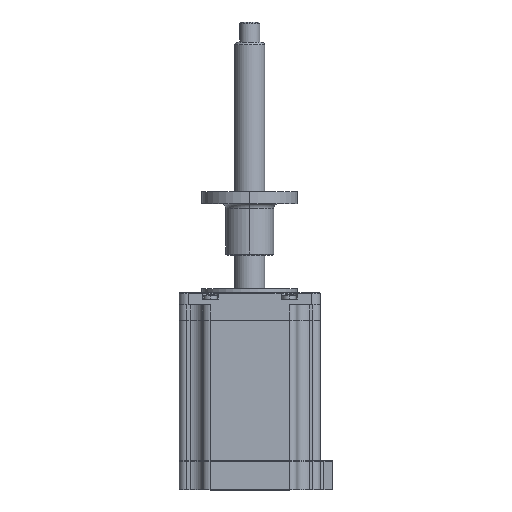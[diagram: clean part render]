
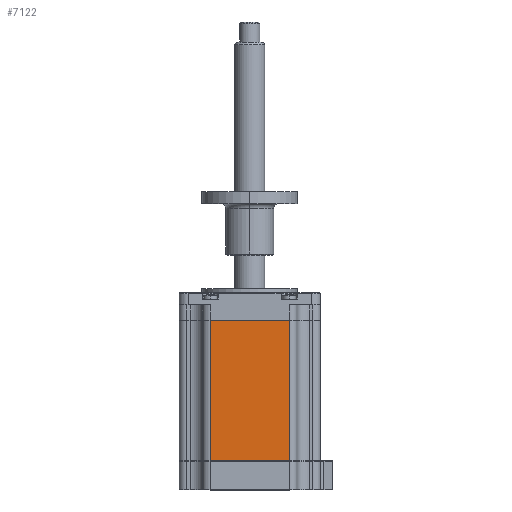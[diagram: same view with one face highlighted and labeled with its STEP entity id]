
A CAD part, top view. The second image highlights one B-rep face of the part: STEP entity #7122.
In plain terms, the highlighted planar face has unit normal (0, 0, 1).
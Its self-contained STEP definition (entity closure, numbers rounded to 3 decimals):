
#135 = LINE ( 'NONE', #5574, #11006 ) ;
#598 = VECTOR ( 'NONE', #9883, 1000. ) ;
#1482 = VERTEX_POINT ( 'NONE', #3715 ) ;
#1573 = CARTESIAN_POINT ( 'NONE',  ( -1.493, 9.999, 61.45 ) ) ;
#1778 = LINE ( 'NONE', #7693, #7032 ) ;
#2474 = CARTESIAN_POINT ( 'NONE',  ( -1.493, -46.001, 61.45 ) ) ;
#2511 = VERTEX_POINT ( 'NONE', #7556 ) ;
#2606 = AXIS2_PLACEMENT_3D ( 'NONE', #2666, #13155, #6888 ) ;
#2666 = CARTESIAN_POINT ( 'NONE',  ( -1.493, -46.001, 61.45 ) ) ;
#3349 = ORIENTED_EDGE ( 'NONE', *, *, #13247, .T. ) ;
#3715 = CARTESIAN_POINT ( 'NONE',  ( -33.093, -46.001, 61.45 ) ) ;
#4501 = DIRECTION ( 'NONE',  ( -1., 0., 0. ) ) ;
#5093 = VERTEX_POINT ( 'NONE', #1573 ) ;
#5416 = EDGE_LOOP ( 'NONE', ( #12842, #9585, #6933, #3349 ) ) ;
#5574 = CARTESIAN_POINT ( 'NONE',  ( -1.493, -46.001, 61.45 ) ) ;
#5689 = DIRECTION ( 'NONE',  ( 0., 1., 0. ) ) ;
#6888 = DIRECTION ( 'NONE',  ( 0., -1., 0. ) ) ;
#6933 = ORIENTED_EDGE ( 'NONE', *, *, #11418, .F. ) ;
#7032 = VECTOR ( 'NONE', #5689, 1000. ) ;
#7122 = ADVANCED_FACE ( 'NONE', ( #13112 ), #9986, .F. ) ;
#7556 = CARTESIAN_POINT ( 'NONE',  ( -33.093, 9.999, 61.45 ) ) ;
#7693 = CARTESIAN_POINT ( 'NONE',  ( -33.093, -46.001, 61.45 ) ) ;
#8306 = VECTOR ( 'NONE', #11276, 1000. ) ;
#8636 = LINE ( 'NONE', #10205, #8306 ) ;
#8972 = LINE ( 'NONE', #2474, #598 ) ;
#9107 = EDGE_CURVE ( 'NONE', #1482, #2511, #1778, .T. ) ;
#9585 = ORIENTED_EDGE ( 'NONE', *, *, #9107, .F. ) ;
#9883 = DIRECTION ( 'NONE',  ( 0., 1., 0. ) ) ;
#9986 = PLANE ( 'NONE',  #2606 ) ;
#10077 = CARTESIAN_POINT ( 'NONE',  ( -1.493, -46.001, 61.45 ) ) ;
#10205 = CARTESIAN_POINT ( 'NONE',  ( -1.493, 9.999, 61.45 ) ) ;
#10390 = VERTEX_POINT ( 'NONE', #10077 ) ;
#11006 = VECTOR ( 'NONE', #4501, 1000. ) ;
#11053 = EDGE_CURVE ( 'NONE', #5093, #2511, #8636, .T. ) ;
#11276 = DIRECTION ( 'NONE',  ( -1., 0., 0. ) ) ;
#11418 = EDGE_CURVE ( 'NONE', #10390, #1482, #135, .T. ) ;
#12842 = ORIENTED_EDGE ( 'NONE', *, *, #11053, .T. ) ;
#13112 = FACE_OUTER_BOUND ( 'NONE', #5416, .T. ) ;
#13155 = DIRECTION ( 'NONE',  ( 0., 0., -1. ) ) ;
#13247 = EDGE_CURVE ( 'NONE', #10390, #5093, #8972, .T. ) ;
